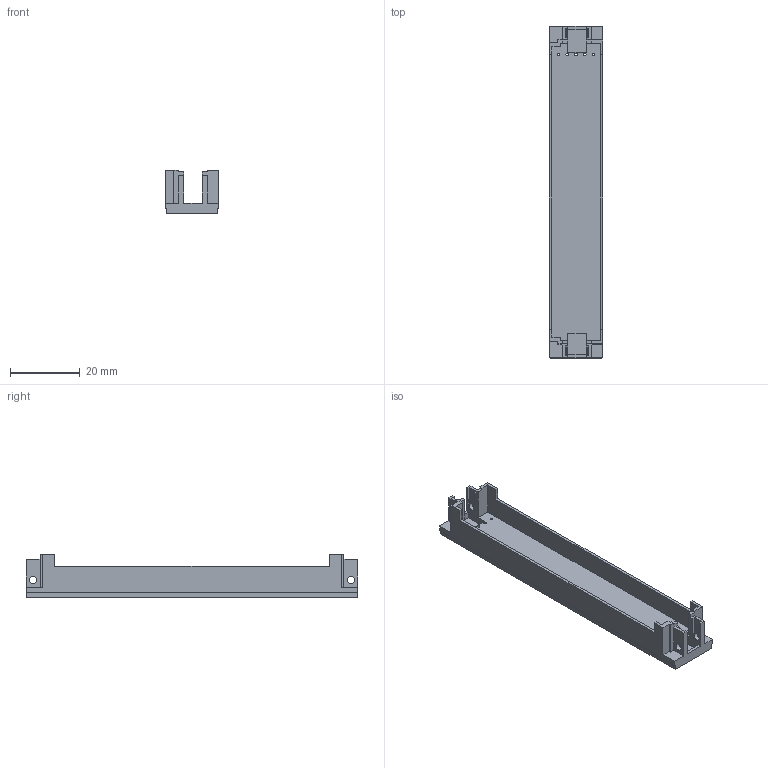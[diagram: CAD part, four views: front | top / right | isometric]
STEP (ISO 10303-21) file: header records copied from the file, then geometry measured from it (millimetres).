
FILE_DESCRIPTION(/* description */ (''),/* implementation_level */ '2;1');
FILE_NAME(/* name */ 'HARTING_02 44 000 0006.stp',/* time_stamp */ '2016-09-26T15:46:19+02:00',/* author */ ('riccim'),/* organization */ (''),/* preprocessor_version */ 'ST-DEVELOPER v15.5',/* originating_system */ 'AutoCAD Mechanical',/* authorisation */ '');
FILE_SCHEMA (('AUTOMOTIVE_DESIGN { 1 0 10303 214 3 1 1 }'));
Length unit declared in the file: millimetre
Products named in the file (1): Product
Bounding box: 15.4 x 95 x 12.5 mm (x, y, z)
Volume: 5342.6 mm3; surface area: 6551.8 mm2
Topology: 1 solids, 1 shells, 115 faces, 343 edges, 230 vertices
Faces by surface type: plane 102, cylinder 13
Full cylindrical faces by diameter (mm): 0.7 x5, 2.1 x4
Entity records: 3772 total; most frequent: CARTESIAN_POINT 662, ORIENTED_EDGE 650, DIRECTION 598, EDGE_CURVE 325, LINE 284, VECTOR 284, VERTEX_POINT 221, AXIS2_PLACEMENT_3D 157
